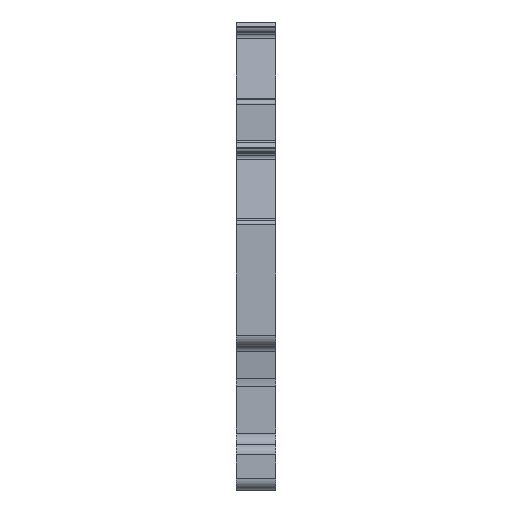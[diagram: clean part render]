
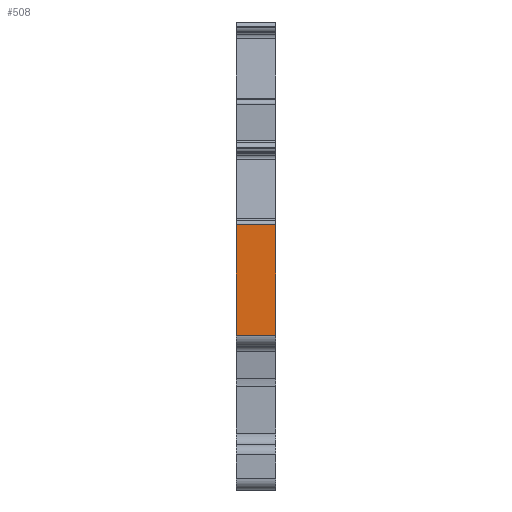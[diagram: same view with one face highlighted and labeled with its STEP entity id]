
A CAD part, front view. The second image highlights one B-rep face of the part: STEP entity #508.
In plain terms, the highlighted planar face has unit normal (0, -1, 0).
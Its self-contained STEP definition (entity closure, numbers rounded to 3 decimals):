
#508 = ADVANCED_FACE( '', ( #1185 ), #1186, .T. );
#1185 = FACE_OUTER_BOUND( '', #2021, .T. );
#1186 = PLANE( '', #2022 );
#2021 = EDGE_LOOP( '', ( #3630, #3631, #3632, #3633 ) );
#2022 = AXIS2_PLACEMENT_3D( '', #3634, #3635, #3636 );
#3630 = ORIENTED_EDGE( '', *, *, #5397, .T. );
#3631 = ORIENTED_EDGE( '', *, *, #5535, .T. );
#3632 = ORIENTED_EDGE( '', *, *, #5797, .T. );
#3633 = ORIENTED_EDGE( '', *, *, #5798, .T. );
#3634 = CARTESIAN_POINT( '', ( -3.5, -31.4, 7.182 ) );
#3635 = DIRECTION( '', ( 0., -1., 0. ) );
#3636 = DIRECTION( '', ( 0., 0., -1. ) );
#5397 = EDGE_CURVE( '', #6637, #6635, #6638, .T. );
#5535 = EDGE_CURVE( '', #6635, #6869, #6870, .T. );
#5797 = EDGE_CURVE( '', #6869, #7276, #7277, .T. );
#5798 = EDGE_CURVE( '', #7276, #6637, #7278, .T. );
#6635 = VERTEX_POINT( '', #8350 );
#6637 = VERTEX_POINT( '', #8352 );
#6638 = LINE( '', #8353, #8354 );
#6869 = VERTEX_POINT( '', #8673 );
#6870 = LINE( '', #8674, #8675 );
#7276 = VERTEX_POINT( '', #9248 );
#7277 = LINE( '', #9249, #9250 );
#7278 = LINE( '', #9251, #9252 );
#8350 = CARTESIAN_POINT( '', ( 0., -31.4, 7.182 ) );
#8352 = CARTESIAN_POINT( '', ( 0., -31.4, -2.5 ) );
#8353 = CARTESIAN_POINT( '', ( 0., -31.4, 7.182 ) );
#8354 = VECTOR( '', #10225, 1000. );
#8673 = CARTESIAN_POINT( '', ( -3.5, -31.4, 7.182 ) );
#8674 = CARTESIAN_POINT( '', ( -3.5, -31.4, 7.182 ) );
#8675 = VECTOR( '', #10401, 1000. );
#9248 = CARTESIAN_POINT( '', ( -3.5, -31.4, -2.5 ) );
#9249 = CARTESIAN_POINT( '', ( -3.5, -31.4, 7.182 ) );
#9250 = VECTOR( '', #10686, 1000. );
#9251 = CARTESIAN_POINT( '', ( -3.5, -31.4, -2.5 ) );
#9252 = VECTOR( '', #10687, 1000. );
#10225 = DIRECTION( '', ( 0., 0., 1. ) );
#10401 = DIRECTION( '', ( -1., 0., 0. ) );
#10686 = DIRECTION( '', ( 0., 0., -1. ) );
#10687 = DIRECTION( '', ( 1., 0., 0. ) );
